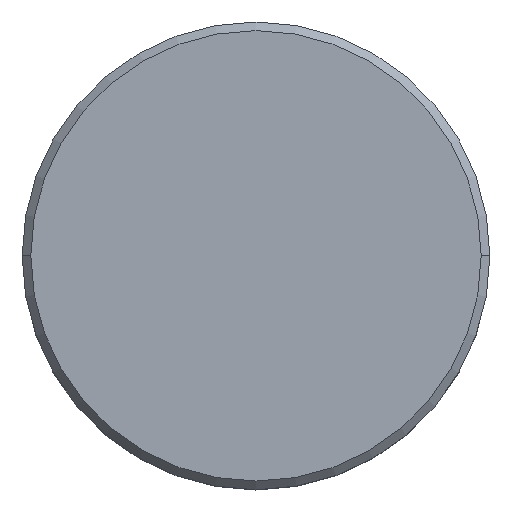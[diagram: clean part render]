
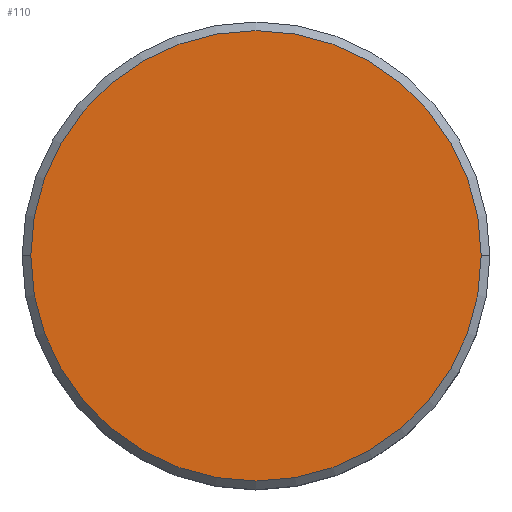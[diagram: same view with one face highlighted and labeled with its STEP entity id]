
A CAD part, top view. The second image highlights one B-rep face of the part: STEP entity #110.
In plain terms, the highlighted planar face has unit normal (0, 0, 1).
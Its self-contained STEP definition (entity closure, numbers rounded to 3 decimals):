
#62 = AXIS2_PLACEMENT_3D ( 'NONE', #139, #489, #307 ) ;
#80 = CARTESIAN_POINT ( 'NONE',  ( 0., 0., 0. ) ) ;
#84 = VERTEX_POINT ( 'NONE', #226 ) ;
#91 = CARTESIAN_POINT ( 'NONE',  ( -13., 0., 0. ) ) ;
#110 = ADVANCED_FACE ( 'NONE', ( #184 ), #346, .T. ) ;
#123 = DIRECTION ( 'NONE',  ( 1., 0., 0. ) ) ;
#139 = CARTESIAN_POINT ( 'NONE',  ( 0., 0., 0. ) ) ;
#160 = EDGE_LOOP ( 'NONE', ( #426, #335 ) ) ;
#174 = AXIS2_PLACEMENT_3D ( 'NONE', #80, #271, #433 ) ;
#184 = FACE_OUTER_BOUND ( 'NONE', #160, .T. ) ;
#188 = CIRCLE ( 'NONE', #62, 13. ) ;
#225 = CIRCLE ( 'NONE', #517, 13. ) ;
#226 = CARTESIAN_POINT ( 'NONE',  ( 13., 0., 0. ) ) ;
#271 = DIRECTION ( 'NONE',  ( 0., 0., 1. ) ) ;
#307 = DIRECTION ( 'NONE',  ( 1., 0., 0. ) ) ;
#334 = DIRECTION ( 'NONE',  ( 0., 0., 1. ) ) ;
#335 = ORIENTED_EDGE ( 'NONE', *, *, #536, .T. ) ;
#346 = PLANE ( 'NONE',  #174 ) ;
#388 = EDGE_CURVE ( 'NONE', #437, #84, #225, .T. ) ;
#426 = ORIENTED_EDGE ( 'NONE', *, *, #388, .T. ) ;
#433 = DIRECTION ( 'NONE',  ( 1., 0., 0. ) ) ;
#437 = VERTEX_POINT ( 'NONE', #91 ) ;
#489 = DIRECTION ( 'NONE',  ( 0., 0., 1. ) ) ;
#517 = AXIS2_PLACEMENT_3D ( 'NONE', #561, #334, #123 ) ;
#536 = EDGE_CURVE ( 'NONE', #84, #437, #188, .T. ) ;
#561 = CARTESIAN_POINT ( 'NONE',  ( 0., 0., 0. ) ) ;
